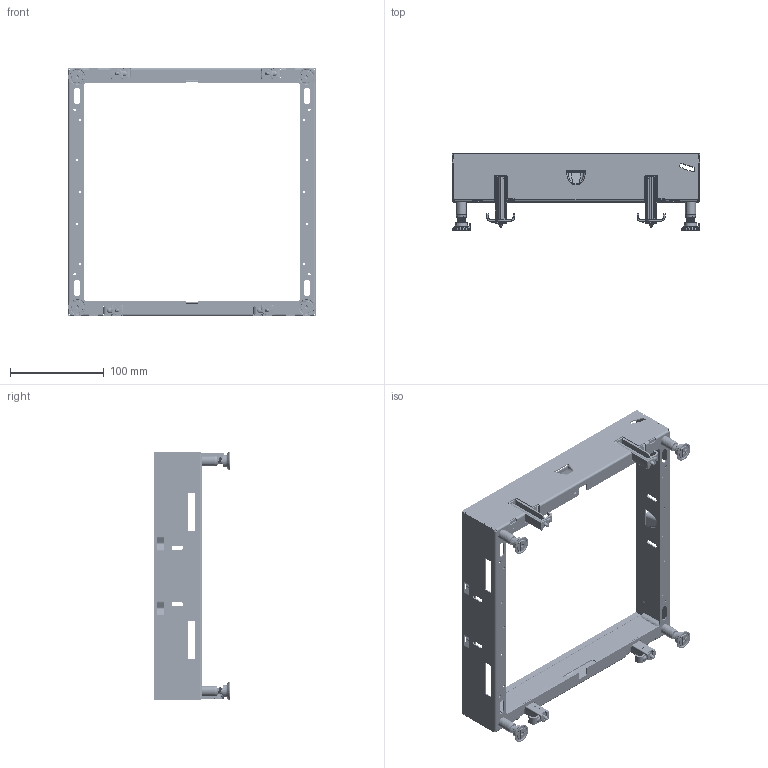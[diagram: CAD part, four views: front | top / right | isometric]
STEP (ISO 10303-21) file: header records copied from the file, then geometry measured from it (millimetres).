
FILE_DESCRIPTION(('CATIA V5 STEP Exchange','CAx-IF Rec.Pracs.--- Model Styling and Organization---1.4--- 2014-01-23'),'2;1');
FILE_NAME('A011400_A-ASS-08.stp','2020-01-09T15:30:07+00:00',('none'),('none'),'CATIA Version 5-6 Release 2017 SP3','CATIA V5 STEP AP214','none');
FILE_SCHEMA(('AUTOMOTIVE_DESIGN { 1 0 10303 214 1 1 1 1 }'));
Products named in the file (13): A011400_A; D008820; D008017; D008014; D008018_A; A011401_A; D008015_A; CJ00494_A; D008016_A; Etiquette 45x30; A014557_A; D008013; D009982
Assembly tree (27 placements, depth 3):
  A011400_A
    D008820  x2
    D008017  x4
    D008014  x4
    D008018_A  x4
    A011401_A  x4
      D008015_A
      CJ00494_A
      D008016_A
    Etiquette 45x30
    A014557_A
      D008013
      D008820  x2
      D009982
Bounding box: 263.9 x 81 x 264.59 mm (x, y, z)
Volume: 167920.2 mm3; surface area: 271413.5 mm2
Topology: 31 solids, 31 shells, 5357 faces, 13942 edges, 8635 vertices
Faces by surface type: plane 2196, bspline 1424, cylinder 1377, cone 160, sphere 112, torus 88
Entity records: 63453 total; most frequent: CARTESIAN_POINT 25952, ORIENTED_EDGE 9098, DIRECTION 5184, EDGE_CURVE 4549, VERTEX_POINT 2866, VECTOR 2458, LINE 2458, EDGE_LOOP 1855
